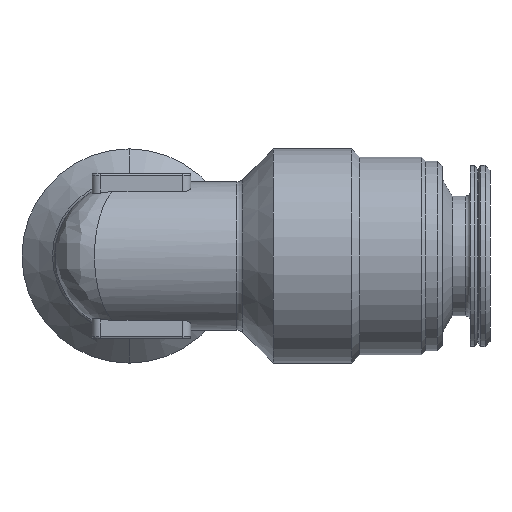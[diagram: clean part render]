
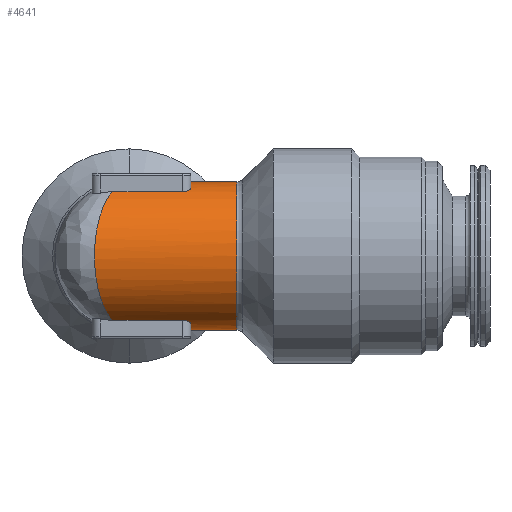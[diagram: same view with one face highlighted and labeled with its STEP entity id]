
A CAD part, left-side view. The second image highlights one B-rep face of the part: STEP entity #4641.
In plain terms, the highlighted cylindrical face has radius 4.5 mm (diameter 9 mm), a partial arc.
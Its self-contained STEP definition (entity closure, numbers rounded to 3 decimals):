
#75 = CARTESIAN_POINT ( 'NONE',  ( -2.25, 1.05, -3.897 ) ) ;
#76 = CARTESIAN_POINT ( 'NONE',  ( -5.625, 2.625, -1.949 ) ) ;
#78 = CARTESIAN_POINT ( 'NONE',  ( -2.25, 1.05, 3.897 ) ) ;
#79 = CARTESIAN_POINT ( 'NONE',  ( -5.625, 2.625, 1.949 ) ) ;
#88 =( BOUNDED_CURVE ( )  B_SPLINE_CURVE ( 3, ( #78, #79, #76, #75 ),
 .UNSPECIFIED., .F., .F. ) 
 B_SPLINE_CURVE_WITH_KNOTS ( ( 4, 4 ),
 ( 2.094, 4.189 ),
 .UNSPECIFIED. ) 
 CURVE ( )  GEOMETRIC_REPRESENTATION_ITEM ( )  RATIONAL_B_SPLINE_CURVE ( ( 1., 0.667, 0.667, 1. ) ) 
 REPRESENTATION_ITEM ( '' )  );
#94 = B_SPLINE_CURVE_WITH_KNOTS ( 'NONE', 3,
 ( #664, #663, #134, #133, #154, #152 ),
 .UNSPECIFIED., .F., .F.,
 ( 4, 2, 4 ),
 ( 0.002, 0.003, 0.003 ),
 .UNSPECIFIED. ) ;
#99 = AXIS2_PLACEMENT_3D ( 'NONE', #106, #105, #104 ) ;
#100 = CYLINDRICAL_SURFACE ( 'NONE', #99, 4.5 ) ;
#104 = DIRECTION ( 'NONE',  ( 0., 0., -1. ) ) ;
#105 = DIRECTION ( 'NONE',  ( 0., -1., 0. ) ) ;
#106 = CARTESIAN_POINT ( 'NONE',  ( 0., 12.728, 0. ) ) ;
#133 = CARTESIAN_POINT ( 'NONE',  ( -2.189, -3.523, -3.933 ) ) ;
#134 = CARTESIAN_POINT ( 'NONE',  ( -2.002, -3.7, -4.031 ) ) ;
#149 = CARTESIAN_POINT ( 'NONE',  ( -2.25, 1.05, 3.897 ) ) ;
#152 = CARTESIAN_POINT ( 'NONE',  ( -2.25, -3.25, -3.897 ) ) ;
#154 = CARTESIAN_POINT ( 'NONE',  ( -2.25, -3.39, -3.897 ) ) ;
#159 = CARTESIAN_POINT ( 'NONE',  ( -2.25, 1.05, -3.897 ) ) ;
#586 = DIRECTION ( 'NONE',  ( -1., 0., 0. ) ) ;
#587 = DIRECTION ( 'NONE',  ( 0., 1., 0. ) ) ;
#588 = CARTESIAN_POINT ( 'NONE',  ( 0., -3.75, 0. ) ) ;
#589 = AXIS2_PLACEMENT_3D ( 'NONE', #588, #587, #586 ) ;
#590 = CIRCLE ( 'NONE', #589, 4.5 ) ;
#591 = CARTESIAN_POINT ( 'NONE',  ( -2.25, -3.25, 3.897 ) ) ;
#592 = CARTESIAN_POINT ( 'NONE',  ( -2.189, -3.522, 3.933 ) ) ;
#593 = CARTESIAN_POINT ( 'NONE',  ( -2.25, -3.39, 3.897 ) ) ;
#594 = CARTESIAN_POINT ( 'NONE',  ( -2.25, -3.25, 3.897 ) ) ;
#595 = B_SPLINE_CURVE_WITH_KNOTS ( 'NONE', 3,
 ( #594, #593, #592, #598, #597, #596 ),
 .UNSPECIFIED., .F., .F.,
 ( 4, 2, 4 ),
 ( 0., 0., 0.001 ),
 .UNSPECIFIED. ) ;
#596 = CARTESIAN_POINT ( 'NONE',  ( -1.75, -3.75, 4.146 ) ) ;
#597 = CARTESIAN_POINT ( 'NONE',  ( -1.878, -3.75, 4.092 ) ) ;
#598 = CARTESIAN_POINT ( 'NONE',  ( -2.002, -3.701, 4.032 ) ) ;
#616 = CIRCLE ( 'NONE', #633, 4.5 ) ;
#617 = DIRECTION ( 'NONE',  ( 0., -1., 0. ) ) ;
#623 = DIRECTION ( 'NONE',  ( -1., 0., 0. ) ) ;
#629 = CARTESIAN_POINT ( 'NONE',  ( -1.75, -3.75, 4.146 ) ) ;
#631 = DIRECTION ( 'NONE',  ( 0., 1., 0. ) ) ;
#632 = CARTESIAN_POINT ( 'NONE',  ( 0., -3.75, 0. ) ) ;
#633 = AXIS2_PLACEMENT_3D ( 'NONE', #632, #631, #623 ) ;
#637 = FACE_OUTER_BOUND ( 'NONE', #4596, .T. ) ;
#638 = VECTOR ( 'NONE', #617, 1000. ) ;
#639 = CARTESIAN_POINT ( 'NONE',  ( -2.25, 12.728, 3.897 ) ) ;
#640 = LINE ( 'NONE', #639, #638 ) ;
#657 = CARTESIAN_POINT ( 'NONE',  ( -1.75, -3.75, -4.146 ) ) ;
#660 = CARTESIAN_POINT ( 'NONE',  ( -2.25, -3.25, -3.897 ) ) ;
#663 = CARTESIAN_POINT ( 'NONE',  ( -1.878, -3.75, -4.092 ) ) ;
#664 = CARTESIAN_POINT ( 'NONE',  ( -1.75, -3.75, -4.146 ) ) ;
#669 = DIRECTION ( 'NONE',  ( 0., 1., 0. ) ) ;
#673 = VECTOR ( 'NONE', #669, 1000. ) ;
#674 = LINE ( 'NONE', #693, #673 ) ;
#693 = CARTESIAN_POINT ( 'NONE',  ( -2.25, 12.728, -3.897 ) ) ;
#893 = CIRCLE ( 'NONE', #907, 4.5 ) ;
#903 = CARTESIAN_POINT ( 'NONE',  ( 0., -6.543, 4.5 ) ) ;
#905 = DIRECTION ( 'NONE',  ( 0., 1., 0. ) ) ;
#906 = CARTESIAN_POINT ( 'NONE',  ( 0., -6.543, 0. ) ) ;
#907 = AXIS2_PLACEMENT_3D ( 'NONE', #906, #905, #918 ) ;
#918 = DIRECTION ( 'NONE',  ( 0., 0., 1. ) ) ;
#974 = CARTESIAN_POINT ( 'NONE',  ( 0., 12.728, 4.5 ) ) ;
#975 = LINE ( 'NONE', #974, #981 ) ;
#980 = DIRECTION ( 'NONE',  ( 0., -1., 0. ) ) ;
#981 = VECTOR ( 'NONE', #980, 1000. ) ;
#1003 = VECTOR ( 'NONE', #1010, 1000. ) ;
#1004 = CARTESIAN_POINT ( 'NONE',  ( 0., 12.728, -4.5 ) ) ;
#1010 = DIRECTION ( 'NONE',  ( 0., -1., 0. ) ) ;
#1011 = LINE ( 'NONE', #1004, #1003 ) ;
#1012 = CARTESIAN_POINT ( 'NONE',  ( 0., -3.75, -4.5 ) ) ;
#1035 = CARTESIAN_POINT ( 'NONE',  ( 0., -3.75, 4.5 ) ) ;
#1094 = CARTESIAN_POINT ( 'NONE',  ( 0., -6.543, -4.5 ) ) ;
#4502 = EDGE_CURVE ( 'NONE', #4540, #4554, #88, .T. ) ;
#4540 = VERTEX_POINT ( 'NONE', #149 ) ;
#4554 = VERTEX_POINT ( 'NONE', #159 ) ;
#4560 = EDGE_CURVE ( 'NONE', #4561, #4590, #595, .T. ) ;
#4561 = VERTEX_POINT ( 'NONE', #591 ) ;
#4562 = EDGE_CURVE ( 'NONE', #4892, #4642, #590, .T. ) ;
#4563 = ORIENTED_EDGE ( 'NONE', *, *, #4891, .T. ) ;
#4564 = ORIENTED_EDGE ( 'NONE', *, *, #4907, .T. ) ;
#4577 = ORIENTED_EDGE ( 'NONE', *, *, #4560, .F. ) ;
#4579 = ORIENTED_EDGE ( 'NONE', *, *, #4587, .F. ) ;
#4587 = EDGE_CURVE ( 'NONE', #4540, #4561, #640, .T. ) ;
#4588 = EDGE_CURVE ( 'NONE', #4590, #4903, #616, .T. ) ;
#4590 = VERTEX_POINT ( 'NONE', #629 ) ;
#4593 = ORIENTED_EDGE ( 'NONE', *, *, #4869, .F. ) ;
#4594 = ORIENTED_EDGE ( 'NONE', *, *, #4588, .F. ) ;
#4596 = EDGE_LOOP ( 'NONE', ( #4593, #4594, #4577, #4579, #4695, #4696, #4666, #4646, #4563, #4564 ) ) ;
#4641 = ADVANCED_FACE ( 'NONE', ( #637 ), #100, .T. ) ;
#4642 = VERTEX_POINT ( 'NONE', #657 ) ;
#4645 = VERTEX_POINT ( 'NONE', #660 ) ;
#4646 = ORIENTED_EDGE ( 'NONE', *, *, #4562, .F. ) ;
#4666 = ORIENTED_EDGE ( 'NONE', *, *, #4667, .F. ) ;
#4667 = EDGE_CURVE ( 'NONE', #4642, #4645, #94, .T. ) ;
#4690 = EDGE_CURVE ( 'NONE', #4645, #4554, #674, .T. ) ;
#4695 = ORIENTED_EDGE ( 'NONE', *, *, #4502, .T. ) ;
#4696 = ORIENTED_EDGE ( 'NONE', *, *, #4690, .F. ) ;
#4869 = EDGE_CURVE ( 'NONE', #4903, #4906, #975, .T. ) ;
#4891 = EDGE_CURVE ( 'NONE', #4892, #4908, #1011, .T. ) ;
#4892 = VERTEX_POINT ( 'NONE', #1012 ) ;
#4903 = VERTEX_POINT ( 'NONE', #1035 ) ;
#4906 = VERTEX_POINT ( 'NONE', #903 ) ;
#4907 = EDGE_CURVE ( 'NONE', #4908, #4906, #893, .T. ) ;
#4908 = VERTEX_POINT ( 'NONE', #1094 ) ;
